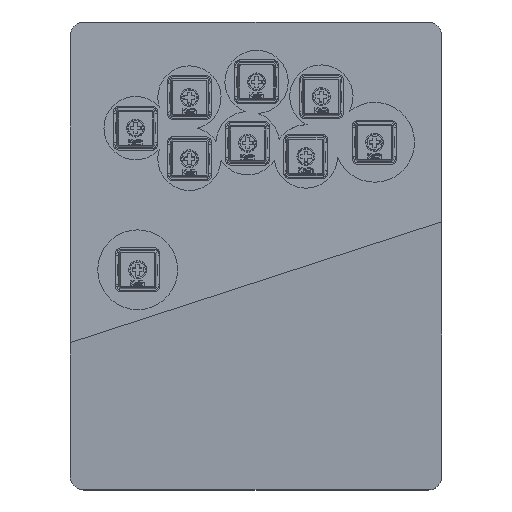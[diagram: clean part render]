
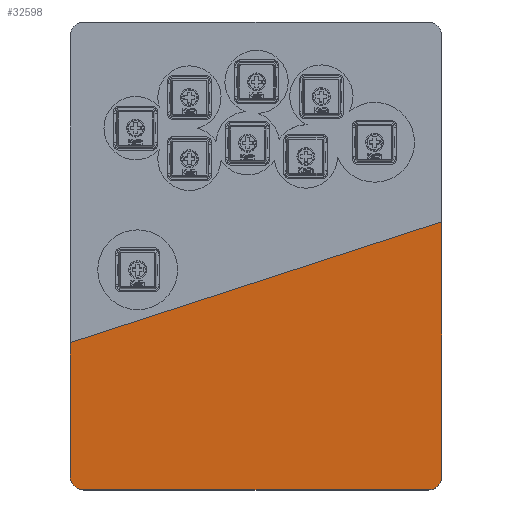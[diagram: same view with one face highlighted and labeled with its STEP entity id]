
A CAD part, top view. The second image highlights one B-rep face of the part: STEP entity #32598.
In plain terms, the highlighted planar face has unit normal (0.03, -0.092, 0.995).
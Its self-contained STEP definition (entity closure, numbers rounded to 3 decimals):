
#527=ELLIPSE('',#35749,5.024,5.);
#528=ELLIPSE('',#35751,5.024,5.);
#1658=PLANE('',#35755);
#5371=LINE('',#55791,#8464);
#5381=LINE('',#55819,#8474);
#5383=LINE('',#55822,#8476);
#5384=LINE('',#55824,#8477);
#5385=LINE('',#55826,#8478);
#8464=VECTOR('',#44932,10.);
#8474=VECTOR('',#44958,10.);
#8476=VECTOR('',#44962,10.);
#8477=VECTOR('',#44965,10.);
#8478=VECTOR('',#44968,10.);
#10750=FACE_OUTER_BOUND('',#13110,.T.);
#13110=EDGE_LOOP('',(#30838,#30839,#30840,#30841,#30842,#30843,#30844));
#17406=VERTEX_POINT('',#55788);
#17407=VERTEX_POINT('',#55790);
#17413=VERTEX_POINT('',#55806);
#17414=VERTEX_POINT('',#55807);
#17415=VERTEX_POINT('',#55812);
#17416=VERTEX_POINT('',#55814);
#17417=VERTEX_POINT('',#55818);
#21876=EDGE_CURVE('',#17406,#17407,#5371,.T.);
#21884=EDGE_CURVE('',#17413,#17414,#527,.T.);
#21888=EDGE_CURVE('',#17415,#17416,#528,.T.);
#21890=EDGE_CURVE('',#17417,#17406,#5381,.T.);
#21892=EDGE_CURVE('',#17407,#17413,#5383,.T.);
#21893=EDGE_CURVE('',#17414,#17415,#5384,.T.);
#21894=EDGE_CURVE('',#17416,#17417,#5385,.T.);
#30838=ORIENTED_EDGE('',*,*,#21888,.F.);
#30839=ORIENTED_EDGE('',*,*,#21893,.F.);
#30840=ORIENTED_EDGE('',*,*,#21884,.F.);
#30841=ORIENTED_EDGE('',*,*,#21892,.F.);
#30842=ORIENTED_EDGE('',*,*,#21876,.F.);
#30843=ORIENTED_EDGE('',*,*,#21890,.F.);
#30844=ORIENTED_EDGE('',*,*,#21894,.F.);
#32598=ADVANCED_FACE('',(#10750),#1658,.T.);
#35749=AXIS2_PLACEMENT_3D('',#55808,#44946,#44947);
#35751=AXIS2_PLACEMENT_3D('',#55815,#44953,#44954);
#35755=AXIS2_PLACEMENT_3D('',#55825,#44966,#44967);
#44932=DIRECTION('',(0.951,0.309,0.));
#44946=DIRECTION('center_axis',(-0.03,0.092,
-0.995));
#44947=DIRECTION('ref_axis',(0.308,-0.947,-0.097));
#44953=DIRECTION('center_axis',(-0.03,0.092,
-0.995));
#44954=DIRECTION('ref_axis',(-0.308,0.947,0.097));
#44958=DIRECTION('',(0.,0.996,0.092));
#44962=DIRECTION('',(0.,-0.996,-0.092));
#44965=DIRECTION('',(-1.,0.,0.03));
#44966=DIRECTION('center_axis',(0.03,-0.092,
0.995));
#44967=DIRECTION('ref_axis',(0.308,-0.947,-0.097));
#44968=DIRECTION('',(0.,0.996,0.092));
#55788=CARTESIAN_POINT('',(0.,53.539,13.));
#55790=CARTESIAN_POINT('',(135.,97.404,13.));
#55791=CARTESIAN_POINT('',(59.633,72.915,13.));
#55806=CARTESIAN_POINT('',(135.,5.,4.462));
#55807=CARTESIAN_POINT('',(130.072,0.,4.148));
#55808=CARTESIAN_POINT('Origin',(130.,5.,4.612));
#55812=CARTESIAN_POINT('',(4.928,0.,7.905));
#55814=CARTESIAN_POINT('',(0.,4.93,8.509));
#55815=CARTESIAN_POINT('Origin',(5.,5.,8.365));
#55818=CARTESIAN_POINT('',(0.,46.389,12.339));
#55819=CARTESIAN_POINT('',(0.,50.455,12.715));
#55822=CARTESIAN_POINT('',(135.,26.762,6.473));
#55824=CARTESIAN_POINT('',(-7.829,0.,8.288));
#55825=CARTESIAN_POINT('Origin',(-15.735,48.427,13.));
#55826=CARTESIAN_POINT('',(0.,50.455,12.715));
